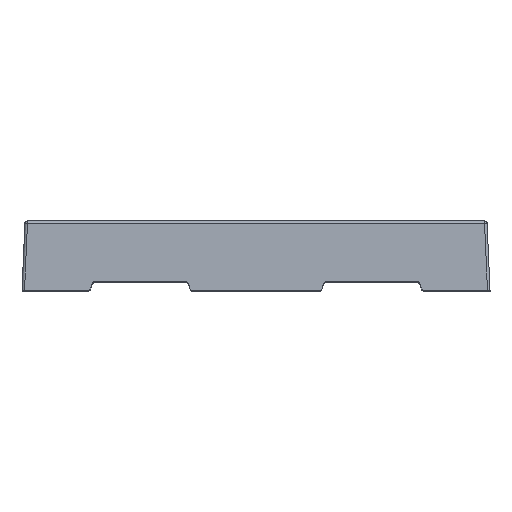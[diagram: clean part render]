
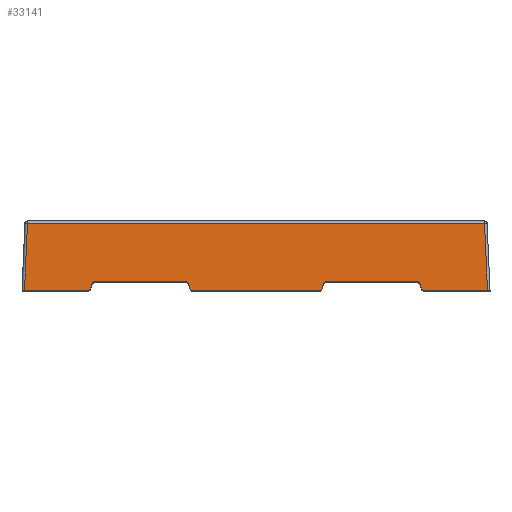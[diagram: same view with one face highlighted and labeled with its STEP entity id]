
A CAD part, top view. The second image highlights one B-rep face of the part: STEP entity #33141.
In plain terms, the highlighted planar face has unit normal (0, 0.044, 0.999).
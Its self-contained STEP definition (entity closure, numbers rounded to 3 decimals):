
#580=DIRECTION('',(1.,0.,0.));
#581=VECTOR('',#580,7.596);
#582=CARTESIAN_POINT('',(19.804,0.,27.7));
#583=LINE('8638',#582,#581);
#590=CARTESIAN_POINT('',(27.4,0.,27.7));
#764=DIRECTION('',(1.,0.,0.));
#765=VECTOR('',#764,15.192);
#766=CARTESIAN_POINT('',(-7.596,0.,27.7));
#767=LINE('8642',#766,#765);
#824=CARTESIAN_POINT('',(-27.4,0.,27.7));
#832=DIRECTION('',(1.,0.,0.));
#833=VECTOR('',#832,7.596);
#834=CARTESIAN_POINT('',(-27.4,0.,27.7));
#835=LINE('8637',#834,#833);
#8898=CARTESIAN_POINT('',(19.616,0.132,27.694));
#8899=CARTESIAN_POINT('',(19.632,0.088,27.696));
#8900=CARTESIAN_POINT('',(19.684,0.028,27.699));
#8901=CARTESIAN_POINT('',(19.757,0.,27.7));
#8902=CARTESIAN_POINT('',(19.804,0.,27.7));
#8904=DIRECTION('',(-0.342,0.939,-0.041));
#8905=VECTOR('',#8904,0.715);
#8906=CARTESIAN_POINT('',(19.616,0.132,27.694));
#8907=LINE('8650',#8906,#8905);
#8908=DIRECTION('',(1.,0.,0.));
#8909=VECTOR('',#8908,10.78);
#8910=CARTESIAN_POINT('',(8.31,1.,27.656));
#8911=LINE('7248',#8910,#8909);
#8912=DIRECTION('',(0.342,0.939,-0.041));
#8913=VECTOR('',#8912,0.715);
#8914=CARTESIAN_POINT('',(7.784,0.132,27.694));
#8915=LINE('8658',#8914,#8913);
#8916=CARTESIAN_POINT('',(7.596,0.,27.7));
#8917=CARTESIAN_POINT('',(7.643,0.,27.7));
#8918=CARTESIAN_POINT('',(7.716,0.028,27.699));
#8919=CARTESIAN_POINT('',(7.768,0.088,27.696));
#8920=CARTESIAN_POINT('',(7.784,0.132,27.694));
#8922=CARTESIAN_POINT('',(-7.784,0.132,
27.694));
#8923=CARTESIAN_POINT('',(-7.768,0.088,
27.696));
#8924=CARTESIAN_POINT('',(-7.716,0.028,
27.699));
#8925=CARTESIAN_POINT('',(-7.643,0.,27.7));
#8926=CARTESIAN_POINT('',(-7.596,0.,27.7));
#8928=DIRECTION('',(-0.342,0.939,-0.041));
#8929=VECTOR('',#8928,0.715);
#8930=CARTESIAN_POINT('',(-7.784,0.132,
27.694));
#8931=LINE('8657',#8930,#8929);
#8932=DIRECTION('',(1.,0.,0.));
#8933=VECTOR('',#8932,10.78);
#8934=CARTESIAN_POINT('',(-19.09,1.,27.656));
#8935=LINE('7247',#8934,#8933);
#8936=DIRECTION('',(0.342,0.939,-0.041));
#8937=VECTOR('',#8936,0.715);
#8938=CARTESIAN_POINT('',(-19.616,0.132,
27.694));
#8939=LINE('8649',#8938,#8937);
#8940=CARTESIAN_POINT('',(-19.804,0.,27.7));
#8941=CARTESIAN_POINT('',(-19.757,0.,27.7));
#8942=CARTESIAN_POINT('',(-19.684,0.028,
27.699));
#8943=CARTESIAN_POINT('',(-19.632,0.088,
27.696));
#8944=CARTESIAN_POINT('',(-19.616,0.132,
27.694));
#8946=DIRECTION('',(-0.044,-0.998,0.044));
#8947=VECTOR('',#8946,7.928);
#8948=CARTESIAN_POINT('',(-27.055,7.913,27.355));
#8949=LINE('6836',#8948,#8947);
#8950=DIRECTION('',(1.,0.,0.));
#8951=VECTOR('',#8950,54.11);
#8952=CARTESIAN_POINT('',(-27.055,7.913,27.355));
#8953=LINE('6832',#8952,#8951);
#8954=DIRECTION('',(0.044,-0.998,0.044));
#8955=VECTOR('',#8954,7.928);
#8956=CARTESIAN_POINT('',(27.055,7.913,27.355));
#8957=LINE('6830',#8956,#8955);
#9022=CARTESIAN_POINT('',(8.028,0.803,27.665));
#9023=CARTESIAN_POINT('',(8.04,0.835,27.664));
#9024=CARTESIAN_POINT('',(8.072,0.89,27.661));
#9025=CARTESIAN_POINT('',(8.136,0.949,27.659));
#9026=CARTESIAN_POINT('',(8.213,0.988,27.657));
#9027=CARTESIAN_POINT('',(8.275,1.,27.656));
#9028=CARTESIAN_POINT('',(8.31,1.,27.656));
#9749=CARTESIAN_POINT('',(-8.31,1.,27.656));
#9750=CARTESIAN_POINT('',(-8.275,1.,27.656));
#9751=CARTESIAN_POINT('',(-8.213,0.988,
27.657));
#9752=CARTESIAN_POINT('',(-8.136,0.949,
27.659));
#9753=CARTESIAN_POINT('',(-8.072,0.89,
27.661));
#9754=CARTESIAN_POINT('',(-8.04,0.835,
27.664));
#9755=CARTESIAN_POINT('',(-8.028,0.803,
27.665));
#9793=CARTESIAN_POINT('',(-19.372,0.803,
27.665));
#9794=CARTESIAN_POINT('',(-19.36,0.835,
27.664));
#9795=CARTESIAN_POINT('',(-19.328,0.89,
27.661));
#9796=CARTESIAN_POINT('',(-19.264,0.949,
27.659));
#9797=CARTESIAN_POINT('',(-19.187,0.988,
27.657));
#9798=CARTESIAN_POINT('',(-19.125,1.,27.656));
#9799=CARTESIAN_POINT('',(-19.09,1.,27.656));
#9843=CARTESIAN_POINT('',(19.09,1.,27.656));
#9844=CARTESIAN_POINT('',(19.125,1.,27.656));
#9845=CARTESIAN_POINT('',(19.187,0.988,27.657));
#9846=CARTESIAN_POINT('',(19.264,0.949,27.659));
#9847=CARTESIAN_POINT('',(19.328,0.89,27.661));
#9848=CARTESIAN_POINT('',(19.36,0.835,27.664));
#9849=CARTESIAN_POINT('',(19.372,0.803,27.665));
#14717=VERTEX_POINT('',#590);
#14718=CARTESIAN_POINT('',(27.055,7.913,27.355));
#14719=VERTEX_POINT('',#14718);
#14722=CARTESIAN_POINT('',(-27.055,7.913,
27.355));
#14723=VERTEX_POINT('',#14722);
#14728=VERTEX_POINT('',#824);
#15272=CARTESIAN_POINT('',(-19.09,1.,27.656));
#15273=CARTESIAN_POINT('',(-8.31,1.,27.656));
#15274=VERTEX_POINT('',#15272);
#15275=VERTEX_POINT('',#15273);
#15276=CARTESIAN_POINT('',(8.31,1.,27.656));
#15277=CARTESIAN_POINT('',(19.09,1.,27.656));
#15278=VERTEX_POINT('',#15276);
#15279=VERTEX_POINT('',#15277);
#16687=VERTEX_POINT('',#9793);
#16688=VERTEX_POINT('',#9022);
#16689=VERTEX_POINT('',#9849);
#16690=VERTEX_POINT('',#9755);
#16824=VERTEX_POINT('',#8898);
#16825=VERTEX_POINT('',#8902);
#16830=VERTEX_POINT('',#8916);
#16831=VERTEX_POINT('',#8920);
#16832=VERTEX_POINT('',#8922);
#16833=VERTEX_POINT('',#8926);
#16844=CARTESIAN_POINT('',(-19.804,0.,27.7));
#16845=VERTEX_POINT('',#16844);
#16846=VERTEX_POINT('',#8944);
#33100=CARTESIAN_POINT('',(-28.82,0.,27.7));
#33101=DIRECTION('',(0.,0.044,0.999));
#33102=DIRECTION('',(1.,0.,0.));
#33103=AXIS2_PLACEMENT_3D('',#33100,#33101,#33102);
#33104=PLANE('5880',#33103);
#33105=ORIENTED_EDGE('8624',*,*,#33084,.F.);
#33107=ORIENTED_EDGE('8650',*,*,#33106,.T.);
#33109=ORIENTED_EDGE('8420',*,*,#33108,.F.);
#33110=ORIENTED_EDGE('7248',*,*,#30079,.F.);
#33112=ORIENTED_EDGE('8419',*,*,#33111,.F.);
#33114=ORIENTED_EDGE('8658',*,*,#33113,.F.);
#33116=ORIENTED_EDGE('8628',*,*,#33115,.F.);
#33117=ORIENTED_EDGE('8642',*,*,#17626,.F.);
#33119=ORIENTED_EDGE('8629',*,*,#33118,.F.);
#33121=ORIENTED_EDGE('8657',*,*,#33120,.T.);
#33123=ORIENTED_EDGE('8421',*,*,#33122,.F.);
#33124=ORIENTED_EDGE('7247',*,*,#30102,.F.);
#33126=ORIENTED_EDGE('8418',*,*,#33125,.F.);
#33128=ORIENTED_EDGE('8649',*,*,#33127,.F.);
#33130=ORIENTED_EDGE('8635',*,*,#33129,.F.);
#33131=ORIENTED_EDGE('8637',*,*,#17661,.F.);
#33133=ORIENTED_EDGE('6836',*,*,#33132,.F.);
#33135=ORIENTED_EDGE('6832',*,*,#33134,.T.);
#33137=ORIENTED_EDGE('6830',*,*,#33136,.T.);
#33138=ORIENTED_EDGE('8638',*,*,#17567,.F.);
#33139=EDGE_LOOP('5880',(#33105,#33107,#33109,#33110,#33112,#33114,#33116,
#33117,#33119,#33121,#33123,#33124,#33126,#33128,#33130,#33131,#33133,#33135,
#33137,#33138));
#33140=FACE_OUTER_BOUND('5880',#33139,.F.);
#33141=ADVANCED_FACE('5880',(#33140),#33104,.T.);
#8903=B_SPLINE_CURVE_WITH_KNOTS('8624',3,(#8898,#8899,#8900,#8901,#8902),
.UNSPECIFIED.,.F.,.F.,(4,1,4),(0.,0.5,1.),.UNSPECIFIED.);
#8921=B_SPLINE_CURVE_WITH_KNOTS('8628',3,(#8916,#8917,#8918,#8919,#8920),
.UNSPECIFIED.,.F.,.F.,(4,1,4),(0.,0.5,1.),.UNSPECIFIED.);
#8927=B_SPLINE_CURVE_WITH_KNOTS('8629',3,(#8922,#8923,#8924,#8925,#8926),
.UNSPECIFIED.,.F.,.F.,(4,1,4),(0.,0.5,1.),.UNSPECIFIED.);
#8945=B_SPLINE_CURVE_WITH_KNOTS('8635',3,(#8940,#8941,#8942,#8943,#8944),
.UNSPECIFIED.,.F.,.F.,(4,1,4),(0.,0.5,1.),.UNSPECIFIED.);
#9029=B_SPLINE_CURVE_WITH_KNOTS('8419',3,(#9022,#9023,#9024,#9025,#9026,#9027,
#9028),.UNSPECIFIED.,.F.,.F.,(4,1,1,1,4),(0.,0.25,0.5,0.75,1.),
.UNSPECIFIED.);
#9756=B_SPLINE_CURVE_WITH_KNOTS('8421',3,(#9749,#9750,#9751,#9752,#9753,#9754,
#9755),.UNSPECIFIED.,.F.,.F.,(4,1,1,1,4),(0.,0.25,0.5,0.75,1.),
.UNSPECIFIED.);
#9800=B_SPLINE_CURVE_WITH_KNOTS('8418',3,(#9793,#9794,#9795,#9796,#9797,#9798,
#9799),.UNSPECIFIED.,.F.,.F.,(4,1,1,1,4),(0.,0.25,0.5,0.75,1.),
.UNSPECIFIED.);
#9850=B_SPLINE_CURVE_WITH_KNOTS('8420',3,(#9843,#9844,#9845,#9846,#9847,#9848,
#9849),.UNSPECIFIED.,.F.,.F.,(4,1,1,1,4),(0.,0.25,0.5,0.75,1.),
.UNSPECIFIED.);
#17567=EDGE_CURVE('8638',#16825,#14717,#583,.T.);
#17626=EDGE_CURVE('8642',#16833,#16830,#767,.T.);
#17661=EDGE_CURVE('8637',#14728,#16845,#835,.T.);
#30079=EDGE_CURVE('7248',#15278,#15279,#8911,.T.);
#30102=EDGE_CURVE('7247',#15274,#15275,#8935,.T.);
#33084=EDGE_CURVE('8624',#16824,#16825,#8903,.T.);
#33106=EDGE_CURVE('8650',#16824,#16689,#8907,.T.);
#33108=EDGE_CURVE('8420',#15279,#16689,#9850,.T.);
#33111=EDGE_CURVE('8419',#16688,#15278,#9029,.T.);
#33113=EDGE_CURVE('8658',#16831,#16688,#8915,.T.);
#33115=EDGE_CURVE('8628',#16830,#16831,#8921,.T.);
#33118=EDGE_CURVE('8629',#16832,#16833,#8927,.T.);
#33120=EDGE_CURVE('8657',#16832,#16690,#8931,.T.);
#33122=EDGE_CURVE('8421',#15275,#16690,#9756,.T.);
#33125=EDGE_CURVE('8418',#16687,#15274,#9800,.T.);
#33127=EDGE_CURVE('8649',#16846,#16687,#8939,.T.);
#33129=EDGE_CURVE('8635',#16845,#16846,#8945,.T.);
#33132=EDGE_CURVE('6836',#14723,#14728,#8949,.T.);
#33134=EDGE_CURVE('6832',#14723,#14719,#8953,.T.);
#33136=EDGE_CURVE('6830',#14719,#14717,#8957,.T.);
